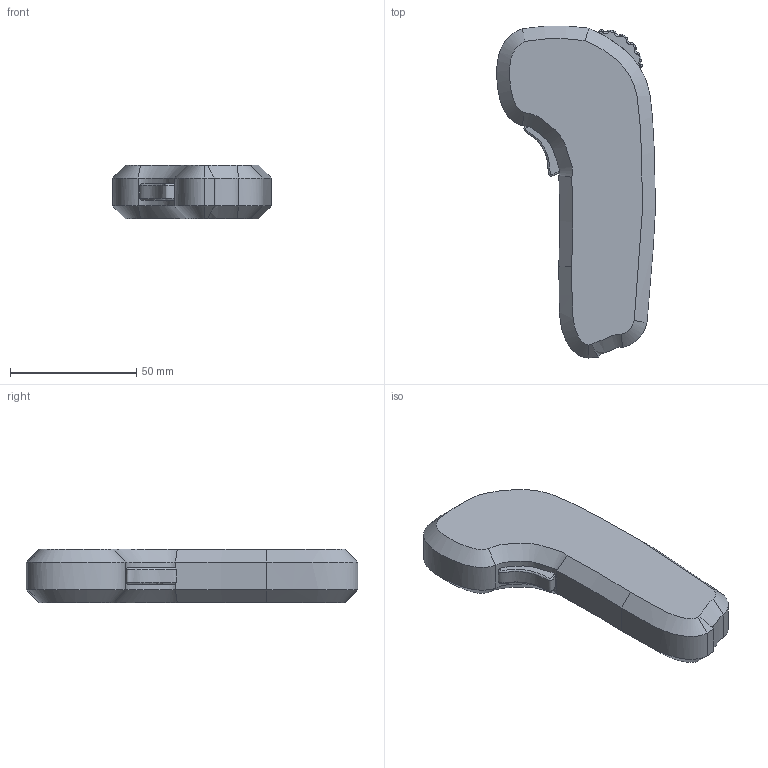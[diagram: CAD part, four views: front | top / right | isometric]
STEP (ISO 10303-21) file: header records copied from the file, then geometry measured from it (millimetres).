
FILE_DESCRIPTION (( 'STEP AP214' ), '1' );
FILE_NAME ('BoostedController.STEP', '2018-10-01T22:53:05', ( '' ), ( '' ), 'SwSTEP 2.0', 'SolidWorks 2016', '' );
FILE_SCHEMA (( 'AUTOMOTIVE_DESIGN' ));
Length unit declared in the file: inch
Products named in the file (1): BoostedController
Bounding box: 62.71 x 131.3 x 21.21 mm (x, y, z)
Volume: 106454.7 mm3; surface area: 16192.9 mm2
Topology: 1 solids, 1 shells, 114 faces, 268 edges, 158 vertices
Faces by surface type: torus 48, bspline 27, cylinder 26, plane 13
Entity records: 10818 total; most frequent: CARTESIAN_POINT 8288, ORIENTED_EDGE 536, DIRECTION 516, EDGE_CURVE 268, AXIS2_PLACEMENT_3D 234, VERTEX_POINT 158, CIRCLE 146, EDGE_LOOP 116
